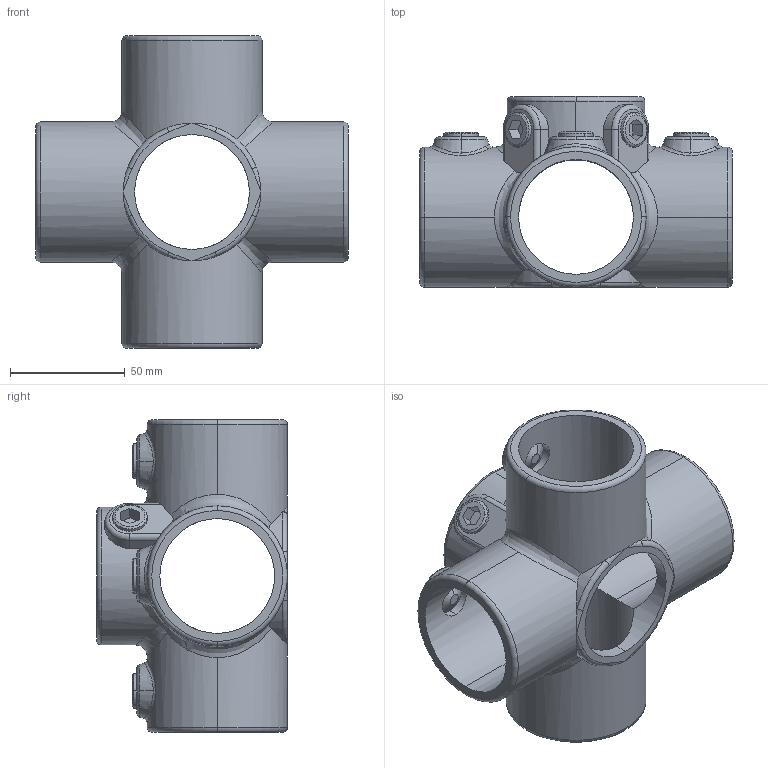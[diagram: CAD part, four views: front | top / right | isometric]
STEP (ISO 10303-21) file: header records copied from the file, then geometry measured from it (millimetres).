
FILE_DESCRIPTION (( 'STEP AP203' ), '1' );
FILE_NAME ('T15800.STEP', '2018-03-26T14:18:45', ( '' ), ( '' ), 'SwSTEP 2.0', 'SolidWorks 2016', '' );
FILE_SCHEMA (( 'CONFIG_CONTROL_DESIGN' ));
Length unit declared in the file: millimetre
Products named in the file (3): T15800; T19300
Assembly tree (7 placements, depth 2):
  T15800
    T15800
    T19300  x6
Bounding box: 136 x 83 x 136 mm (x, y, z)
Volume: 207078.2 mm3; surface area: 83274.1 mm2
Topology: 7 solids, 7 shells, 208 faces, 508 edges, 312 vertices
Faces by surface type: plane 70, cylinder 56, cone 32, torus 24, bspline 24, sphere 2
Entity records: 8567 total; most frequent: CARTESIAN_POINT 5143, ORIENTED_EDGE 680, DIRECTION 576, EDGE_CURVE 340, AXIS2_PLACEMENT_3D 247, VERTEX_POINT 212, EDGE_LOOP 156, ADVANCED_FACE 133
